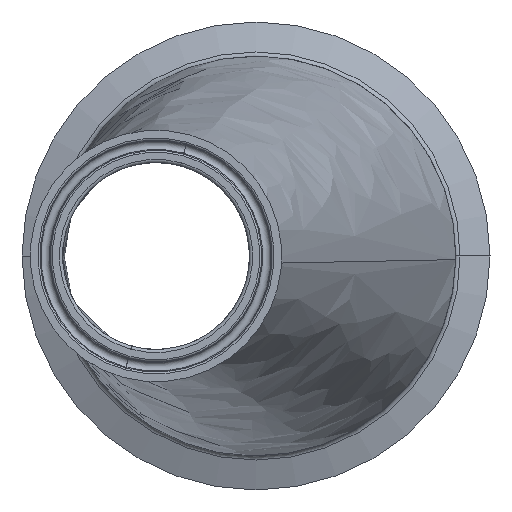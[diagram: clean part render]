
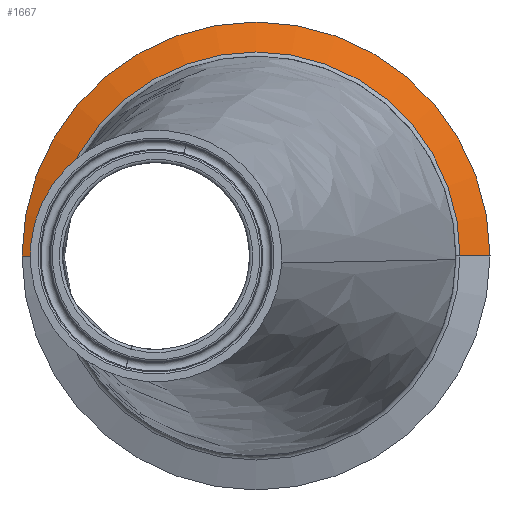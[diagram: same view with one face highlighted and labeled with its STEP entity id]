
A CAD part, front view. The second image highlights one B-rep face of the part: STEP entity #1667.
In plain terms, the highlighted conical face has half-angle 70 degrees and reference radius 59.46 mm.
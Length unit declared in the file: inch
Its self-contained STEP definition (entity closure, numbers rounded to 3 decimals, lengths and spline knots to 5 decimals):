
#97 = LINE ( 'NONE', #527, #699 ) ;
#153 = CARTESIAN_POINT ( 'NONE',  ( 3.2584, -0.3072, 0. ) ) ;
#255 = DIRECTION ( 'NONE',  ( -1., 0., 0. ) ) ;
#341 = CARTESIAN_POINT ( 'NONE',  ( 3.2584, -0.3072, 0. ) ) ;
#406 = FACE_OUTER_BOUND ( 'NONE', #1379, .T. ) ;
#425 = CARTESIAN_POINT ( 'NONE',  ( 0.91746, -0.3072, 0. ) ) ;
#502 = CARTESIAN_POINT ( 'NONE',  ( -1.42349, -0.3072, 0. ) ) ;
#525 = EDGE_CURVE ( 'NONE', #1934, #1631, #97, .T. ) ;
#527 = CARTESIAN_POINT ( 'NONE',  ( -1.42349, -0.3072, 0. ) ) ;
#664 = ORIENTED_EDGE ( 'NONE', *, *, #2389, .T. ) ;
#699 = VECTOR ( 'NONE', #2027, 39.37008 ) ;
#835 = CARTESIAN_POINT ( 'NONE',  ( 2.95891, -0.41621, 0. ) ) ;
#971 = DIRECTION ( 'NONE',  ( 0., 1., 0. ) ) ;
#1013 = LINE ( 'NONE', #153, #1038 ) ;
#1038 = VECTOR ( 'NONE', #1430, 39.37008 ) ;
#1048 = AXIS2_PLACEMENT_3D ( 'NONE', #425, #1214, #255 ) ;
#1070 = CONICAL_SURFACE ( 'NONE', #1048, 2.34094, 1.222 ) ;
#1125 = DIRECTION ( 'NONE',  ( -1., 0., 0. ) ) ;
#1214 = DIRECTION ( 'NONE',  ( 0., 1., 0. ) ) ;
#1224 = ORIENTED_EDGE ( 'NONE', *, *, #525, .F. ) ;
#1242 = CIRCLE ( 'NONE', #2163, 2.34094 ) ;
#1309 = VERTEX_POINT ( 'NONE', #341 ) ;
#1335 = ORIENTED_EDGE ( 'NONE', *, *, #1973, .F. ) ;
#1359 = DIRECTION ( 'NONE',  ( -1., 0., 0. ) ) ;
#1368 = CARTESIAN_POINT ( 'NONE',  ( -1.12399, -0.41621, 0. ) ) ;
#1379 = EDGE_LOOP ( 'NONE', ( #2096, #664, #1335, #1224 ) ) ;
#1430 = DIRECTION ( 'NONE',  ( 0.94, 0.342, 0. ) ) ;
#1631 = VERTEX_POINT ( 'NONE', #502 ) ;
#1667 = ADVANCED_FACE ( 'NONE', ( #406 ), #1070, .T. ) ;
#1802 = AXIS2_PLACEMENT_3D ( 'NONE', #2399, #2047, #1125 ) ;
#1814 = EDGE_CURVE ( 'NONE', #1934, #2106, #1834, .T. ) ;
#1834 = CIRCLE ( 'NONE', #1802, 2.04145 ) ;
#1934 = VERTEX_POINT ( 'NONE', #1368 ) ;
#1973 = EDGE_CURVE ( 'NONE', #1631, #1309, #1242, .T. ) ;
#2027 = DIRECTION ( 'NONE',  ( -0.94, 0.342, 0. ) ) ;
#2047 = DIRECTION ( 'NONE',  ( 0., 1., 0. ) ) ;
#2096 = ORIENTED_EDGE ( 'NONE', *, *, #1814, .T. ) ;
#2106 = VERTEX_POINT ( 'NONE', #835 ) ;
#2163 = AXIS2_PLACEMENT_3D ( 'NONE', #2444, #971, #1359 ) ;
#2389 = EDGE_CURVE ( 'NONE', #2106, #1309, #1013, .T. ) ;
#2399 = CARTESIAN_POINT ( 'NONE',  ( 0.91746, -0.41621, 0. ) ) ;
#2444 = CARTESIAN_POINT ( 'NONE',  ( 0.91746, -0.3072, 0. ) ) ;
